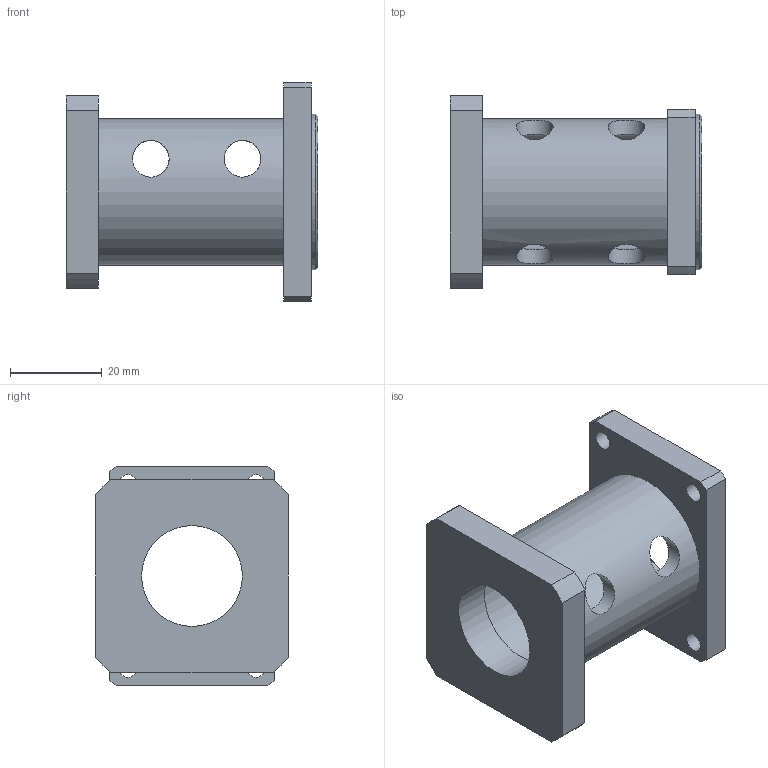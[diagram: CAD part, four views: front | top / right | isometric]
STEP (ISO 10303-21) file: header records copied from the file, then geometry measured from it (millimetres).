
FILE_DESCRIPTION(/* description */ (''),/* implementation_level */ '2;1');
FILE_NAME(/* name */ 'VK MTJ40 40 X 40 GESM9.stp',/* time_stamp */ '2015-09-04T08:50:13+01:00',/* author */ ('Hypex'),/* organization */ ('Hypex'),/* preprocessor_version */ 'ST-DEVELOPER v15.2',/* originating_system */ 'Autodesk Inventor 2014',/* authorisation */ '');
FILE_SCHEMA (('AUTOMOTIVE_DESIGN { 1 0 10303 214 3 1 1 }'));
Length unit declared in the file: millimetre
Products named in the file (1): VK MTJ40 40 X 40 GESM9
Bounding box: 55 x 42 x 48 mm (x, y, z)
Volume: 27415.8 mm3; surface area: 15340.3 mm2
Topology: 1 solids, 1 shells, 36 faces, 92 edges, 62 vertices
Faces by surface type: cylinder 20, plane 14, cone 2
Full cylindrical faces by diameter (mm): 4.2 x4, 8 x4, 22 x1, 26 x1, 32 x1, 34 x1
Entity records: 1321 total; most frequent: CARTESIAN_POINT 449, DIRECTION 174, ORIENTED_EDGE 148, EDGE_CURVE 74, EDGE_LOOP 72, AXIS2_PLACEMENT_3D 71, VERTEX_POINT 58, FACE_BOUND 42
